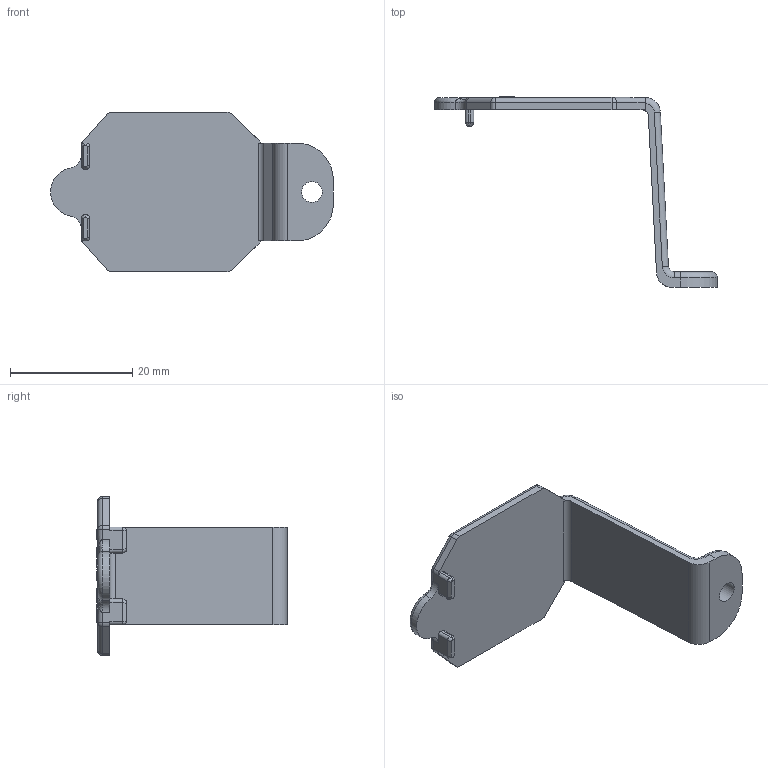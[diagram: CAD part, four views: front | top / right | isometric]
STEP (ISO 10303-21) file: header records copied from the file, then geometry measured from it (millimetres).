
FILE_DESCRIPTION(/* description */ ('Unknown'),/* implementation_level */ '2;1');
FILE_NAME(/* name */ '7427722',/* time_stamp */ '2025-02-06T13:46:20+08:00',/* author */ ('Unknown'),/* organization */ ('Unknown'),/* preprocessor_version */ 'ST-DEVELOPER v19.4',/* originating_system */ 'Solid Edge',/* authorisation */ 'Unknown');
FILE_SCHEMA (('AUTOMOTIVE_DESIGN {1 0 10303 214 3 1 1}'));
Length unit declared in the file: millimetre
Products named in the file (1): 7427722_Rev1_Ind02
Bounding box: 46.18 x 31.15 x 26 mm (x, y, z)
Volume: 2703.9 mm3; surface area: 3087.9 mm2
Topology: 1 solids, 1 shells, 268 faces, 703 edges, 456 vertices
Faces by surface type: plane 148, bspline 54, cylinder 51, torus 13, cone 2
Full cylindrical faces by diameter (mm): 3.4 x1
Entity records: 9073 total; most frequent: CARTESIAN_POINT 2735, ORIENTED_EDGE 1400, DIRECTION 1133, EDGE_CURVE 700, LINE 463, VECTOR 463, VERTEX_POINT 456, AXIS2_PLACEMENT_3D 335
